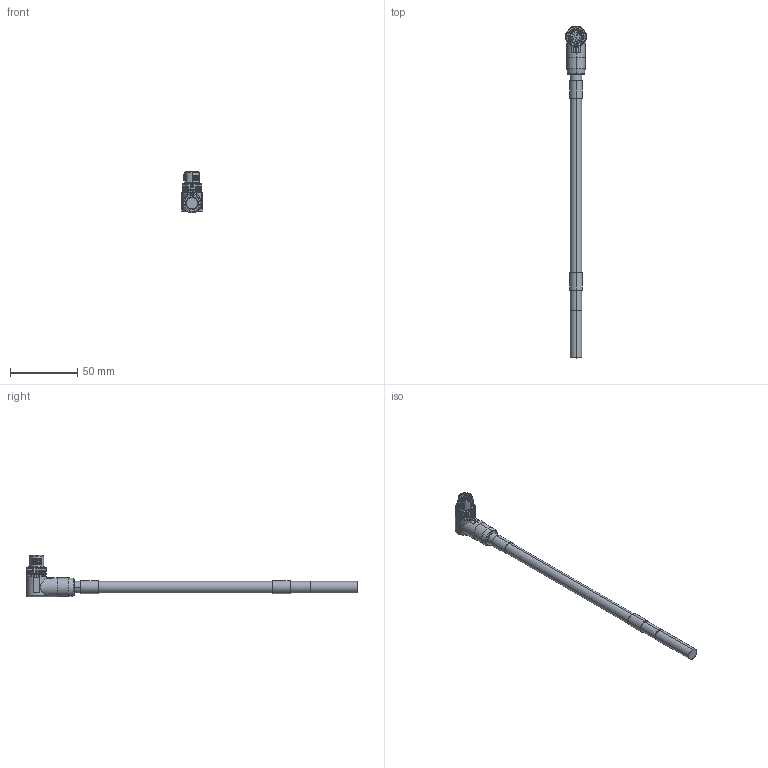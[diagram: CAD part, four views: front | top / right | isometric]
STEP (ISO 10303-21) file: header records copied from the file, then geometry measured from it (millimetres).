
FILE_DESCRIPTION (( 'STEP AP214' ), '1' );
FILE_NAME ('0E011025_ohne Beschriftung.STEP', '2025-05-07T13:22:36', ( '' ), ( '' ), 'SwSTEP 2.0', 'SolidWorks 2024', '' );
FILE_SCHEMA (( 'AUTOMOTIVE_DESIGN' ));
Length unit declared in the file: millimetre
Products named in the file (1): 0E011025_ohne Beschriftung
Bounding box: 15 x 246.9 x 31.15 mm (x, y, z)
Volume: 19679.9 mm3; surface area: 9461.6 mm2
Topology: 1 solids, 1 shells, 603 faces, 1527 edges, 936 vertices
Faces by surface type: plane 292, cylinder 149, bspline 105, sphere 26, torus 25, cone 6
Entity records: 21475 total; most frequent: CARTESIAN_POINT 7916, ORIENTED_EDGE 2954, DIRECTION 2624, EDGE_CURVE 1477, AXIS2_PLACEMENT_3D 971, VERTEX_POINT 912, LINE 682, VECTOR 682
